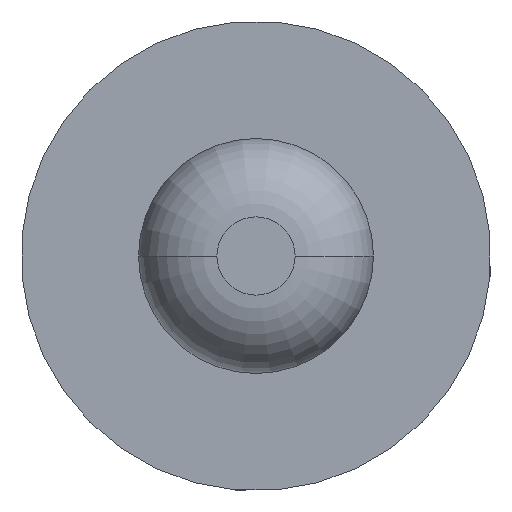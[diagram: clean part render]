
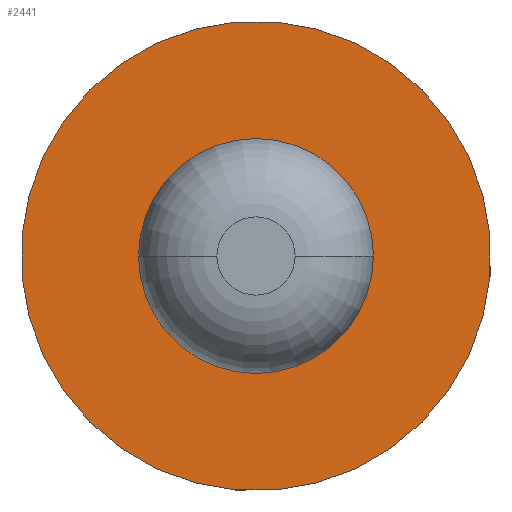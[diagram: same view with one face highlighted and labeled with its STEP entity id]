
A CAD part, front view. The second image highlights one B-rep face of the part: STEP entity #2441.
In plain terms, the highlighted planar face has unit normal (0, -1, 0).
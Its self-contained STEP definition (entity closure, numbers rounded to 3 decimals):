
#39 = DIRECTION ( 'NONE',  ( -0.707, 0., 0.707 ) ) ;
#64 = EDGE_LOOP ( 'NONE', ( #2105, #1732 ) ) ;
#107 = EDGE_LOOP ( 'NONE', ( #441, #968 ) ) ;
#128 = VERTEX_POINT ( 'NONE', #1251 ) ;
#187 = CIRCLE ( 'NONE', #592, 0.75 ) ;
#198 = DIRECTION ( 'NONE',  ( -0.707, 0., 0.707 ) ) ;
#229 = CARTESIAN_POINT ( 'NONE',  ( 0.18, 3.7, -0.18 ) ) ;
#259 = FACE_OUTER_BOUND ( 'NONE', #107, .T. ) ;
#263 = CARTESIAN_POINT ( 'NONE',  ( 0., 3.7, 0. ) ) ;
#441 = ORIENTED_EDGE ( 'NONE', *, *, #3011, .F. ) ;
#592 = AXIS2_PLACEMENT_3D ( 'NONE', #263, #752, #39 ) ;
#608 = DIRECTION ( 'NONE',  ( -0.707, 0., 0.707 ) ) ;
#662 = CARTESIAN_POINT ( 'NONE',  ( 0., 3.7, 0. ) ) ;
#752 = DIRECTION ( 'NONE',  ( 0., 1., 0. ) ) ;
#783 = VERTEX_POINT ( 'NONE', #229 ) ;
#873 = DIRECTION ( 'NONE',  ( -0.707, 0., 0.707 ) ) ;
#884 = CIRCLE ( 'NONE', #1753, 0.255 ) ;
#968 = ORIENTED_EDGE ( 'NONE', *, *, #2102, .F. ) ;
#1066 = CIRCLE ( 'NONE', #1546, 0.75 ) ;
#1148 = AXIS2_PLACEMENT_3D ( 'NONE', #2933, #3168, #198 ) ;
#1164 = EDGE_CURVE ( 'Defeature ausgef�hrt1_7+Defeature ausgef�hrt1_6+Defeature ausgef�hrt1_6+Defeature ausgef�hrt1_6', #2349, #783, #884, .T. ) ;
#1251 = CARTESIAN_POINT ( 'NONE',  ( 0.53, 3.7, -0.53 ) ) ;
#1269 = AXIS2_PLACEMENT_3D ( 'NONE', #1631, #2391, #873 ) ;
#1321 = CARTESIAN_POINT ( 'NONE',  ( 0., 3.7, 0. ) ) ;
#1430 = DIRECTION ( 'NONE',  ( 0., 1., 0. ) ) ;
#1546 = AXIS2_PLACEMENT_3D ( 'NONE', #1321, #1573, #608 ) ;
#1551 = CARTESIAN_POINT ( 'NONE',  ( -0.18, 3.7, 0.18 ) ) ;
#1573 = DIRECTION ( 'NONE',  ( 0., 1., 0. ) ) ;
#1631 = CARTESIAN_POINT ( 'NONE',  ( 0.53, 3.7, 0.53 ) ) ;
#1701 = EDGE_CURVE ( 'Defeature ausgef�hrt1_7+Defeature ausgef�hrt1_6+Defeature ausgef�hrt1_6+Defeature ausgef�hrt1_6', #783, #2349, #3162, .T. ) ;
#1732 = ORIENTED_EDGE ( 'NONE', *, *, #1701, .T. ) ;
#1753 = AXIS2_PLACEMENT_3D ( 'NONE', #662, #1430, #2134 ) ;
#1946 = VERTEX_POINT ( 'NONE', #3047 ) ;
#2102 = EDGE_CURVE ( 'Defeature ausgef�hrt1_8+Defeature ausgef�hrt1_7+Defeature ausgef�hrt1_7+Defeature ausgef�hrt1_7', #128, #1946, #1066, .T. ) ;
#2105 = ORIENTED_EDGE ( 'NONE', *, *, #1164, .T. ) ;
#2134 = DIRECTION ( 'NONE',  ( -0.707, 0., 0.707 ) ) ;
#2349 = VERTEX_POINT ( 'NONE', #1551 ) ;
#2391 = DIRECTION ( 'NONE',  ( 0., 1., 0. ) ) ;
#2441 = ADVANCED_FACE ( 'Defeature ausgef�hrt1_7', ( #259, #2540 ), #2894, .F. ) ;
#2540 = FACE_BOUND ( 'NONE', #64, .T. ) ;
#2894 = PLANE ( 'NONE',  #1269 ) ;
#2933 = CARTESIAN_POINT ( 'NONE',  ( 0., 3.7, 0. ) ) ;
#3011 = EDGE_CURVE ( 'Defeature ausgef�hrt1_8+Defeature ausgef�hrt1_7+Defeature ausgef�hrt1_7+Defeature ausgef�hrt1_7', #1946, #128, #187, .T. ) ;
#3047 = CARTESIAN_POINT ( 'NONE',  ( -0.53, 3.7, 0.53 ) ) ;
#3162 = CIRCLE ( 'NONE', #1148, 0.255 ) ;
#3168 = DIRECTION ( 'NONE',  ( 0., 1., 0. ) ) ;
